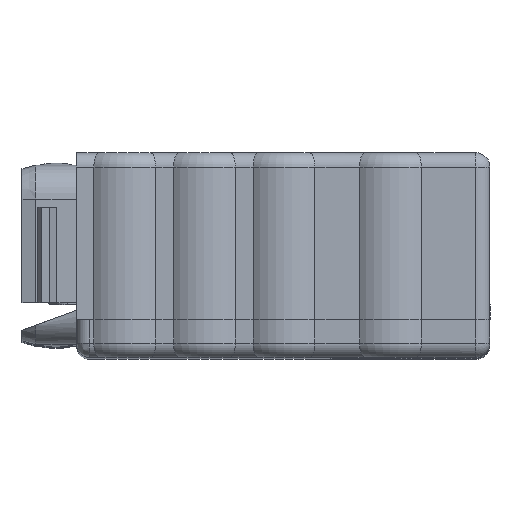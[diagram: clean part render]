
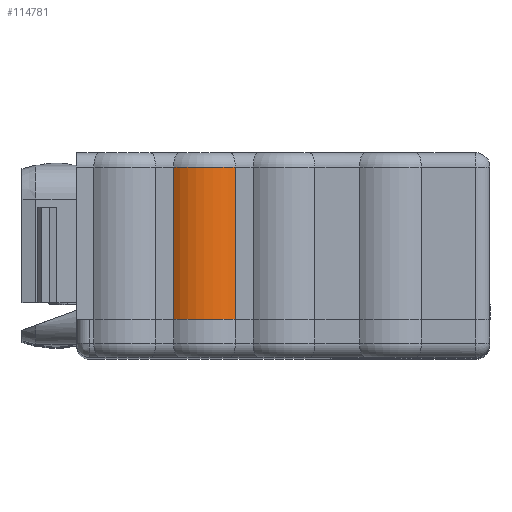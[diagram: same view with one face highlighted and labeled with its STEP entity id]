
A CAD part, top view. The second image highlights one B-rep face of the part: STEP entity #114781.
In plain terms, the highlighted cylindrical face has radius 3.6 mm (diameter 7.2 mm), a partial arc.
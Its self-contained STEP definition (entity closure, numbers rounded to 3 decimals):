
#58752=CARTESIAN_POINT('',(-20.93,2.81,34.65));
#58753=DIRECTION('',(0.,-1.,0.));
#58754=DIRECTION('',(0.629,0.,0.778));
#58755=AXIS2_PLACEMENT_3D('',#58752,#58753,#58754);
#69521=DIRECTION('',(0.,-1.,0.));
#69522=VECTOR('',#69521,11.15);
#69523=CARTESIAN_POINT('',(-23.193,13.96,37.45));
#69524=LINE('',#69523,#69522);
#69534=CARTESIAN_POINT('',(-20.93,13.96,34.65));
#69535=DIRECTION('',(0.,1.,0.));
#69536=DIRECTION('',(-0.629,0.,0.778));
#69537=AXIS2_PLACEMENT_3D('',#69534,#69535,#69536);
#70023=DIRECTION('',(0.,-1.,0.));
#70024=VECTOR('',#70023,11.15);
#70025=CARTESIAN_POINT('',(-18.667,13.96,37.45));
#70026=LINE('',#70025,#70024);
#95618=CARTESIAN_POINT('',(-18.667,2.81,37.45));
#95619=CARTESIAN_POINT('',(-23.193,2.81,37.45));
#95620=VERTEX_POINT('',#95618);
#95621=VERTEX_POINT('',#95619);
#95694=CARTESIAN_POINT('',(-23.193,13.96,37.45));
#95695=CARTESIAN_POINT('',(-18.667,13.96,37.45));
#95696=VERTEX_POINT('',#95694);
#95697=VERTEX_POINT('',#95695);
#114768=CARTESIAN_POINT('',(-20.93,15.01,34.65));
#114769=DIRECTION('',(0.,-1.,0.));
#114770=DIRECTION('',(0.,0.,-1.));
#114771=AXIS2_PLACEMENT_3D('',#114768,#114769,#114770);
#114772=CYLINDRICAL_SURFACE('',#114771,3.6);
#114774=ORIENTED_EDGE('',*,*,#114773,.T.);
#114776=ORIENTED_EDGE('',*,*,#114775,.T.);
#114777=ORIENTED_EDGE('',*,*,#111567,.T.);
#114778=ORIENTED_EDGE('',*,*,#114760,.F.);
#114779=EDGE_LOOP('',(#114774,#114776,#114777,#114778));
#114780=FACE_OUTER_BOUND('',#114779,.F.);
#114781=ADVANCED_FACE('',(#114780),#114772,.T.);
#58756=CIRCLE('',#58755,3.6);
#69538=CIRCLE('',#69537,3.6);
#111567=EDGE_CURVE('',#95620,#95621,#58756,.T.);
#114760=EDGE_CURVE('',#95696,#95621,#69524,.T.);
#114773=EDGE_CURVE('',#95696,#95697,#69538,.T.);
#114775=EDGE_CURVE('',#95697,#95620,#70026,.T.);
